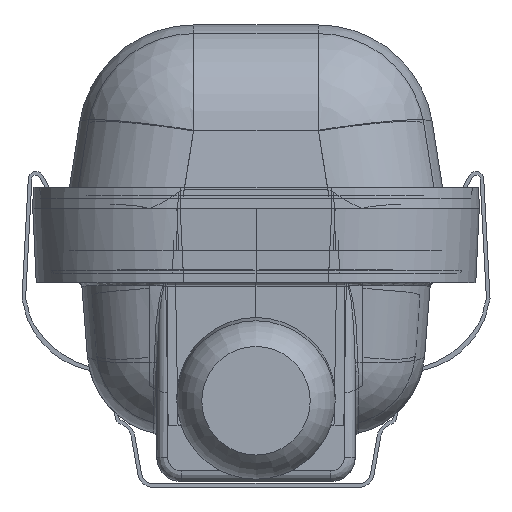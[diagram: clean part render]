
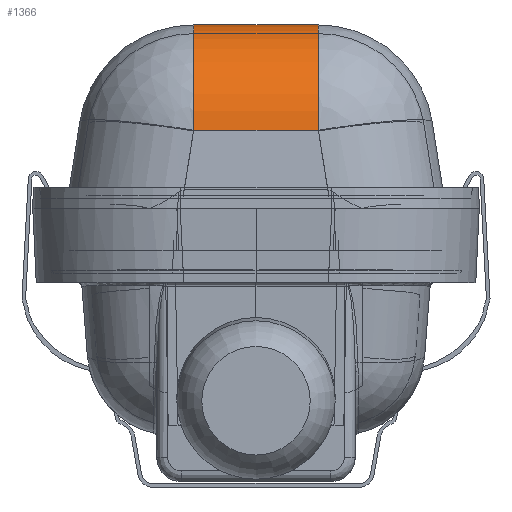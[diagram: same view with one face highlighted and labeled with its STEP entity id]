
A CAD part, front view. The second image highlights one B-rep face of the part: STEP entity #1366.
In plain terms, the highlighted cylindrical face has radius 16 mm (diameter 32 mm), a partial arc.
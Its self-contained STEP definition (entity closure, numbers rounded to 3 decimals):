
#1366 = ADVANCED_FACE ( 'NONE', ( #25793 ), #11483, .T. ) ;
#2115 = CARTESIAN_POINT ( 'NONE',  ( 8.672, 759.81, -48.157 ) ) ;
#3301 = DIRECTION ( 'NONE',  ( 0., 1., 0. ) ) ;
#3907 = CARTESIAN_POINT ( 'NONE',  ( 200., 759.81, -64.157 ) ) ;
#4230 = EDGE_CURVE ( 'NONE', #10561, #35152, #8633, .T. ) ;
#5178 = DIRECTION ( 'NONE',  ( 0., 1., 0. ) ) ;
#5921 = AXIS2_PLACEMENT_3D ( 'NONE', #11562, #34507, #5178 ) ;
#7702 = EDGE_LOOP ( 'NONE', ( #13966, #26376, #8341, #28920 ) ) ;
#8341 = ORIENTED_EDGE ( 'NONE', *, *, #4230, .T. ) ;
#8633 = CIRCLE ( 'NONE', #21130, 16. ) ;
#9581 = DIRECTION ( 'NONE',  ( -1., 0., 0. ) ) ;
#10327 = VERTEX_POINT ( 'NONE', #31975 ) ;
#10561 = VERTEX_POINT ( 'NONE', #28576 ) ;
#11483 = CYLINDRICAL_SURFACE ( 'NONE', #23316, 16. ) ;
#11562 = CARTESIAN_POINT ( 'NONE',  ( -8.672, 759.81, -48.157 ) ) ;
#11601 = VERTEX_POINT ( 'NONE', #37450 ) ;
#12248 = CARTESIAN_POINT ( 'NONE',  ( 200., 759.81, -48.157 ) ) ;
#12483 = LINE ( 'NONE', #3907, #25591 ) ;
#13790 = DIRECTION ( 'NONE',  ( -1., 0., 0. ) ) ;
#13966 = ORIENTED_EDGE ( 'NONE', *, *, #22790, .F. ) ;
#17366 = DIRECTION ( 'NONE',  ( 0., 1., 0. ) ) ;
#18301 = LINE ( 'NONE', #21043, #24725 ) ;
#18999 = CIRCLE ( 'NONE', #5921, 16. ) ;
#19122 = EDGE_CURVE ( 'NONE', #35152, #10327, #12483, .T. ) ;
#21043 = CARTESIAN_POINT ( 'NONE',  ( 200., 775.749, -49.552 ) ) ;
#21130 = AXIS2_PLACEMENT_3D ( 'NONE', #2115, #13790, #17366 ) ;
#22790 = EDGE_CURVE ( 'NONE', #11601, #10327, #18999, .T. ) ;
#23316 = AXIS2_PLACEMENT_3D ( 'NONE', #12248, #27157, #3301 ) ;
#23510 = CARTESIAN_POINT ( 'NONE',  ( 8.672, 759.81, -64.157 ) ) ;
#24725 = VECTOR ( 'NONE', #37440, 1000. ) ;
#25591 = VECTOR ( 'NONE', #9581, 1000. ) ;
#25793 = FACE_OUTER_BOUND ( 'NONE', #7702, .T. ) ;
#26376 = ORIENTED_EDGE ( 'NONE', *, *, #29080, .T. ) ;
#27157 = DIRECTION ( 'NONE',  ( 1., 0., 0. ) ) ;
#28576 = CARTESIAN_POINT ( 'NONE',  ( 8.672, 775.749, -49.552 ) ) ;
#28920 = ORIENTED_EDGE ( 'NONE', *, *, #19122, .T. ) ;
#29080 = EDGE_CURVE ( 'NONE', #11601, #10561, #18301, .T. ) ;
#31975 = CARTESIAN_POINT ( 'NONE',  ( -8.672, 759.81, -64.157 ) ) ;
#34507 = DIRECTION ( 'NONE',  ( -1., 0., 0. ) ) ;
#35152 = VERTEX_POINT ( 'NONE', #23510 ) ;
#37440 = DIRECTION ( 'NONE',  ( 1., 0., 0. ) ) ;
#37450 = CARTESIAN_POINT ( 'NONE',  ( -8.672, 775.749, -49.552 ) ) ;
